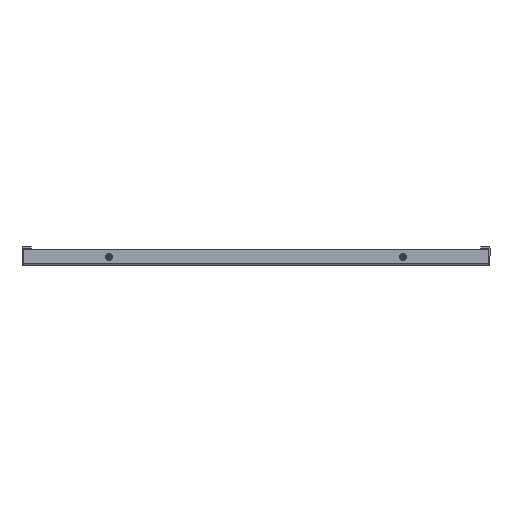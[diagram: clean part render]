
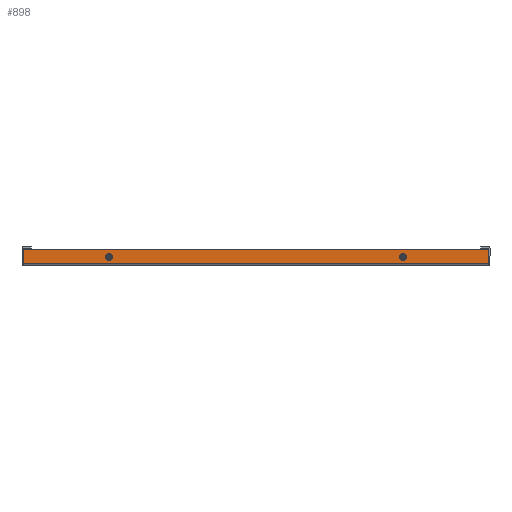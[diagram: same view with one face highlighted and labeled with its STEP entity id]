
A CAD part, front view. The second image highlights one B-rep face of the part: STEP entity #898.
In plain terms, the highlighted planar face has unit normal (0, -1, 0).
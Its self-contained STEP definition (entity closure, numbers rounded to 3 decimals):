
#898 = ADVANCED_FACE ( 'NONE', ( #22206, #22200, #22198 ), #8178, .F. ) ;
#1794 = CARTESIAN_POINT ( 'NONE',  ( -271.4, -780.5, 18.5 ) ) ;
#1805 = CARTESIAN_POINT ( 'NONE',  ( 271.4, -780.5, 18.5 ) ) ;
#1816 = CARTESIAN_POINT ( 'NONE',  ( -271.4, -780.5, 1.51 ) ) ;
#4940 = DIRECTION ( 'NONE',  ( 0., 0., -1. ) ) ;
#4942 = DIRECTION ( 'NONE',  ( 0., 1., 0. ) ) ;
#4948 = CARTESIAN_POINT ( 'NONE',  ( 171.4, -780.5, 9.5 ) ) ;
#4953 = DIRECTION ( 'NONE',  ( -1., 0., 0. ) ) ;
#4956 = CARTESIAN_POINT ( 'NONE',  ( -271.5, -780.5, 1.51 ) ) ;
#4964 = DIRECTION ( 'NONE',  ( 0., 0., 1. ) ) ;
#4975 = DIRECTION ( 'NONE',  ( -1., 0., 0. ) ) ;
#4980 = CARTESIAN_POINT ( 'NONE',  ( -271.5, -780.5, 18.5 ) ) ;
#4987 = DIRECTION ( 'NONE',  ( 0., 0., -1. ) ) ;
#4993 = DIRECTION ( 'NONE',  ( 0., -1., 0. ) ) ;
#5006 = CARTESIAN_POINT ( 'NONE',  ( 271.4, -780.5, 1.51 ) ) ;
#5017 = DIRECTION ( 'NONE',  ( 0., 0., 1. ) ) ;
#5021 = CARTESIAN_POINT ( 'NONE',  ( -171.4, -780.5, 9.5 ) ) ;
#5165 = CARTESIAN_POINT ( 'NONE',  ( -271.4, -780.5, 1.51 ) ) ;
#5317 = AXIS2_PLACEMENT_3D ( 'NONE', #4948, #4942, #4940 ) ;
#5321 = AXIS2_PLACEMENT_3D ( 'NONE', #5021, #4993, #4987 ) ;
#5345 = AXIS2_PLACEMENT_3D ( 'NONE', #8704, #8703, #8702 ) ;
#5348 = AXIS2_PLACEMENT_3D ( 'NONE', #8725, #8724, #8723 ) ;
#6428 = VERTEX_POINT ( 'NONE', #20087 ) ;
#6493 = VERTEX_POINT ( 'NONE', #20080 ) ;
#6833 = VERTEX_POINT ( 'NONE', #20030 ) ;
#6856 = VERTEX_POINT ( 'NONE', #20027 ) ;
#6889 = VERTEX_POINT ( 'NONE', #20018 ) ;
#8170 = DIRECTION ( 'NONE',  ( 0., 0., 1. ) ) ;
#8176 = DIRECTION ( 'NONE',  ( 0., 1., 0. ) ) ;
#8178 = PLANE ( 'NONE',  #22010 ) ;
#8185 = CARTESIAN_POINT ( 'NONE',  ( -271.5, -780.5, 18.5 ) ) ;
#8702 = DIRECTION ( 'NONE',  ( 0., 0., -1. ) ) ;
#8703 = DIRECTION ( 'NONE',  ( 0., -1., 0. ) ) ;
#8704 = CARTESIAN_POINT ( 'NONE',  ( -171.4, -780.5, 9.5 ) ) ;
#8723 = DIRECTION ( 'NONE',  ( 0., 0., -1. ) ) ;
#8724 = DIRECTION ( 'NONE',  ( 0., 1., 0. ) ) ;
#8725 = CARTESIAN_POINT ( 'NONE',  ( 171.4, -780.5, 9.5 ) ) ;
#13195 = EDGE_CURVE ( 'NONE', #6493, #6889, #24191, .T. ) ;
#13203 = EDGE_CURVE ( 'NONE', #6428, #6833, #24303, .T. ) ;
#13313 = EDGE_CURVE ( 'NONE', #17826, #17842, #24267, .T. ) ;
#13315 = EDGE_CURVE ( 'NONE', #6833, #6428, #24718, .T. ) ;
#13316 = EDGE_CURVE ( 'NONE', #17836, #17842, #24681, .T. ) ;
#13317 = EDGE_CURVE ( 'NONE', #6856, #17836, #24708, .T. ) ;
#13318 = EDGE_CURVE ( 'NONE', #6856, #17826, #24804, .T. ) ;
#13319 = EDGE_CURVE ( 'NONE', #6889, #6493, #24867, .T. ) ;
#17826 = VERTEX_POINT ( 'NONE', #1816 ) ;
#17836 = VERTEX_POINT ( 'NONE', #1805 ) ;
#17842 = VERTEX_POINT ( 'NONE', #1794 ) ;
#20018 = CARTESIAN_POINT ( 'NONE',  ( 171.4, -780.5, 13.5 ) ) ;
#20027 = CARTESIAN_POINT ( 'NONE',  ( 271.4, -780.5, 1.51 ) ) ;
#20030 = CARTESIAN_POINT ( 'NONE',  ( -171.4, -780.5, 5.5 ) ) ;
#20080 = CARTESIAN_POINT ( 'NONE',  ( 171.4, -780.5, 5.5 ) ) ;
#20087 = CARTESIAN_POINT ( 'NONE',  ( -171.4, -780.5, 13.5 ) ) ;
#21107 = ORIENTED_EDGE ( 'NONE', *, *, #13317, .T. ) ;
#21109 = ORIENTED_EDGE ( 'NONE', *, *, #13316, .T. ) ;
#21111 = ORIENTED_EDGE ( 'NONE', *, *, #13313, .F. ) ;
#21114 = ORIENTED_EDGE ( 'NONE', *, *, #13318, .F. ) ;
#21116 = ORIENTED_EDGE ( 'NONE', *, *, #13315, .F. ) ;
#21117 = ORIENTED_EDGE ( 'NONE', *, *, #13203, .F. ) ;
#21119 = ORIENTED_EDGE ( 'NONE', *, *, #13195, .T. ) ;
#21121 = ORIENTED_EDGE ( 'NONE', *, *, #13319, .T. ) ;
#21850 = EDGE_LOOP ( 'NONE', ( #21107, #21109, #21111, #21114 ) ) ;
#21855 = EDGE_LOOP ( 'NONE', ( #21116, #21117 ) ) ;
#21857 = EDGE_LOOP ( 'NONE', ( #21119, #21121 ) ) ;
#22010 = AXIS2_PLACEMENT_3D ( 'NONE', #8185, #8176, #8170 ) ;
#22198 = FACE_BOUND ( 'NONE', #21857, .T. ) ;
#22200 = FACE_BOUND ( 'NONE', #21855, .T. ) ;
#22206 = FACE_OUTER_BOUND ( 'NONE', #21850, .T. ) ;
#24166 = VECTOR ( 'NONE', #5017, 1000. ) ;
#24191 = CIRCLE ( 'NONE', #5348, 4. ) ;
#24267 = LINE ( 'NONE', #5165, #24166 ) ;
#24303 = CIRCLE ( 'NONE', #5345, 4. ) ;
#24629 = VECTOR ( 'NONE', #4975, 1000. ) ;
#24681 = LINE ( 'NONE', #4980, #24629 ) ;
#24708 = LINE ( 'NONE', #5006, #24723 ) ;
#24718 = CIRCLE ( 'NONE', #5321, 4. ) ;
#24723 = VECTOR ( 'NONE', #4964, 1000. ) ;
#24803 = VECTOR ( 'NONE', #4953, 1000. ) ;
#24804 = LINE ( 'NONE', #4956, #24803 ) ;
#24867 = CIRCLE ( 'NONE', #5317, 4. ) ;
